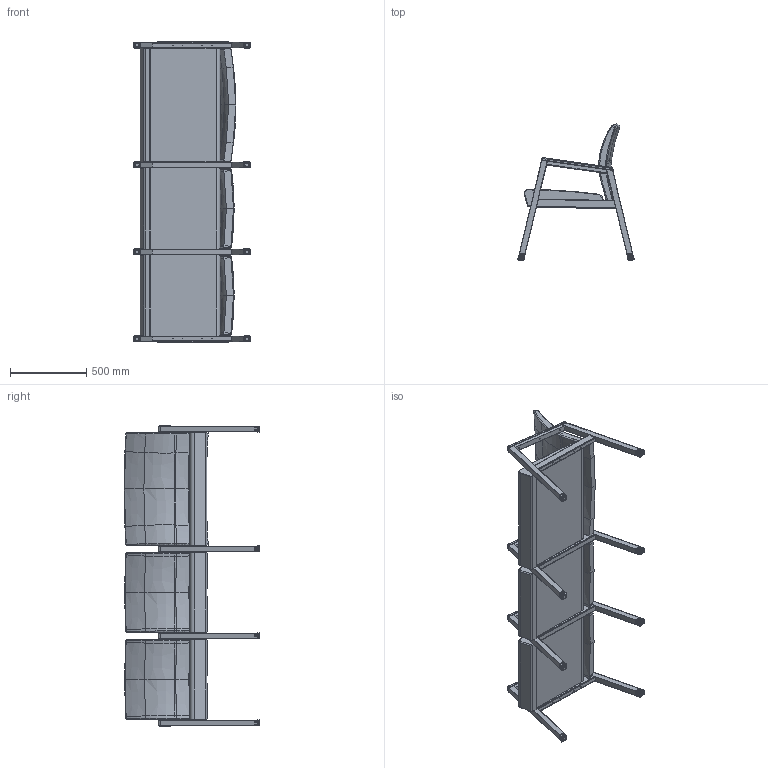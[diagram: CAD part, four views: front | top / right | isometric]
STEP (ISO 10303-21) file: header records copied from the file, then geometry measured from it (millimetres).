
FILE_DESCRIPTION(/* description */ (''),/* implementation_level */ '2;1');
FILE_NAME(/* name */ 'KAD30IBRJ.stp',/* time_stamp */ '2016-10-20T06:46:59-04:00',/* author */ ('emerkel'),/* organization */ (''),/* preprocessor_version */ 'ST-DEVELOPER v16.5',/* originating_system */ 'Autodesk Inventor 2017',/* authorisation */ '');
FILE_SCHEMA (('AUTOMOTIVE_DESIGN { 1 0 10303 214 3 1 1 }'));
Products named in the file (24): KAD30IBRU; UBACK KAD10B; USEAT KAD10B; USEAT KAD10; UBACK KAD10; KOW10 MAC BLK; KAD ARMI BRZ; KAD FRONT LEG-F_MIR_CPY; KAD TOP BAR-F_MIR_CPY; KAD REAR LEG-F_MIR_CPY; KADI BOTTOM  BAR-F; KAD ARML BRZ; KAD FRONT LEG-F; KAD TOP BAR-F; KAD REAR LEG-F; KAD BOTTOM BAR-F; KAD ARMR BRZ; KAD FRONT LEG-F_MIR; KAD TOP BAR-F_MIR; KAD REAR LEG-F_MIR; KAD BOTTOM BAR-F_MIR; LEG CAP KOL-1; LEG CAP KOL-1_1; GLD BLK 5-16
Assembly tree (36 placements, depth 3):
  KAD30IBRU
    UBACK KAD10B
    USEAT KAD10B
    KOW10 MAC BLK  x4
    USEAT KAD10  x2
    UBACK KAD10  x2
    KAD ARMI BRZ  x2
      KAD FRONT LEG-F_MIR_CPY
      KAD TOP BAR-F_MIR_CPY
      KAD REAR LEG-F_MIR_CPY
      KADI BOTTOM  BAR-F
    KAD ARML BRZ
      KAD FRONT LEG-F
      KAD TOP BAR-F
      KAD REAR LEG-F
      KAD BOTTOM BAR-F
    KAD ARMR BRZ
      KAD FRONT LEG-F_MIR
      KAD TOP BAR-F_MIR
      KAD REAR LEG-F_MIR
      KAD BOTTOM BAR-F_MIR
    LEG CAP KOL-1  x8
      LEG CAP KOL-1_1
      GLD BLK 5-16
Bounding box: 762.56 x 891.59 x 1971.65 mm (x, y, z)
Volume: 133647342.4 mm3; surface area: 7665609.6 mm2
Topology: 53 solids, 69 shells, 5913 faces, 12613 edges, 6862 vertices
Faces by surface type: cylinder 1912, bspline 1536, plane 1199, torus 1094, sphere 164, cone 8
Full cylindrical faces by diameter (mm): 4.366 x16, 6.35 x104, 6.528 x16, 7.925 x16, 9.906 x8, 11.989 x8, 31.75 x8
Entity records: 46744 total; most frequent: CARTESIAN_POINT 21787, ORIENTED_EDGE 5082, DIRECTION 4703, EDGE_CURVE 2543, AXIS2_PLACEMENT_3D 1876, VERTEX_POINT 1520, EDGE_LOOP 1435, FACE_OUTER_BOUND 1164
